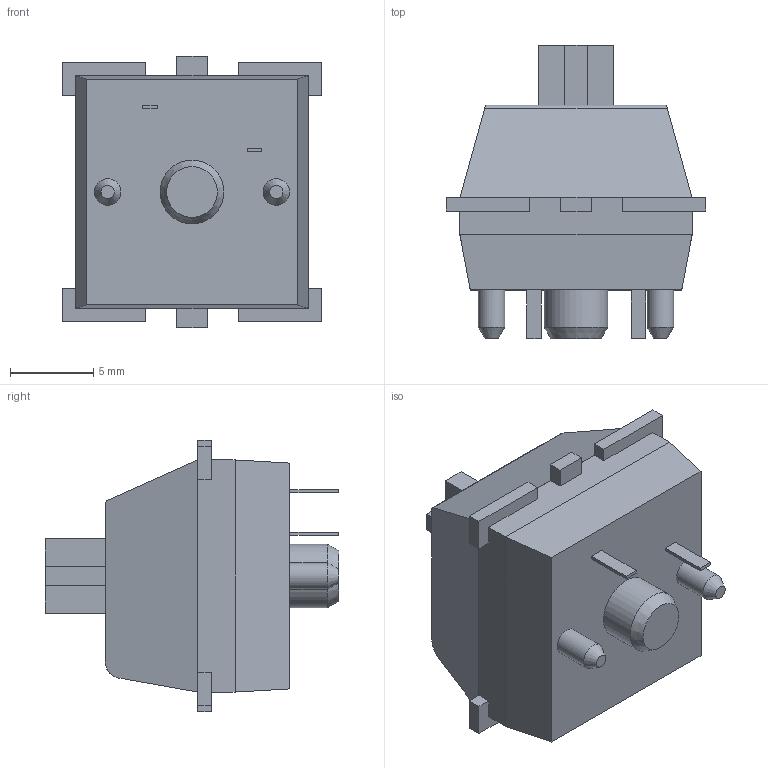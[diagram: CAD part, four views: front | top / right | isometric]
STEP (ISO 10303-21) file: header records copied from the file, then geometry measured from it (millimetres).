
FILE_DESCRIPTION(/* description */ (''),/* implementation_level */ '2;1');
FILE_NAME(/* name */ 'switch.step',/* time_stamp */ '2017-04-04T10:57:25-05:00',/* author */ (''),/* organization */ (''),/* preprocessor_version */ 'ST-DEVELOPER v16.5',/* originating_system */ 'Autodesk Translation Framework v5.2.0.2920',/* authorisation */ '');
FILE_SCHEMA (('AUTOMOTIVE_DESIGN { 1 0 10303 214 3 1 1 }'));
Length unit declared in the file: millimetre
Products named in the file (3): cherry mx v19; Component1; Component2
Assembly tree (2 placements, depth 2):
  cherry mx v19
    Component1
    Component2
Bounding box: 15.64 x 17.68 x 16.33 mm (x, y, z)
Volume: 1857 mm3; surface area: 1687.5 mm2
Topology: 8 solids, 8 shells, 94 faces, 221 edges, 145 vertices
Faces by surface type: plane 86, cylinder 5, cone 3
Full cylindrical faces by diameter (mm): 1.6 x2, 3.85 x1
Entity records: 2692 total; most frequent: CARTESIAN_POINT 459, ORIENTED_EDGE 430, DIRECTION 426, EDGE_CURVE 215, LINE 202, VECTOR 202, VERTEX_POINT 145, AXIS2_PLACEMENT_3D 112
